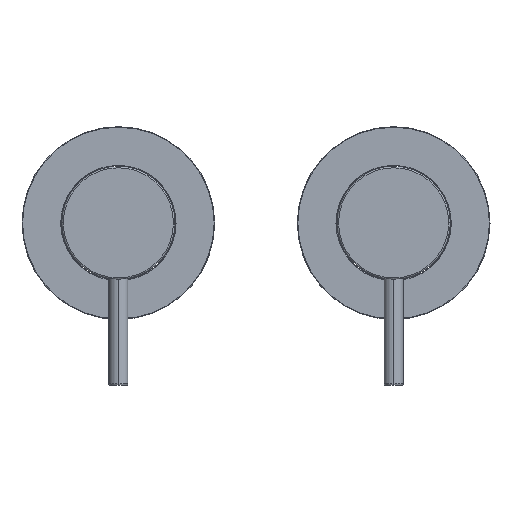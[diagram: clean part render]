
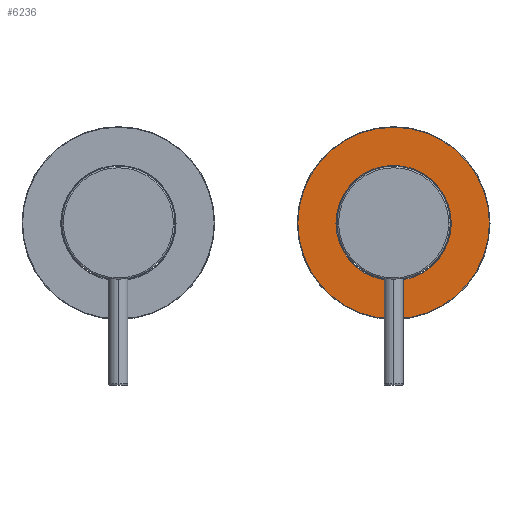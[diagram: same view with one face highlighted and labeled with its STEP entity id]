
A CAD part, top view. The second image highlights one B-rep face of the part: STEP entity #6236.
In plain terms, the highlighted face is planar.
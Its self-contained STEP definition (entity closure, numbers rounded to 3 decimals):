
#305 = ORIENTED_EDGE ( 'NONE', *, *, #10047, .T. ) ;
#919 = DIRECTION ( 'NONE',  ( 0., 0., -1. ) ) ;
#1041 = DIRECTION ( 'NONE',  ( 0., 0., 1. ) ) ;
#1802 = EDGE_CURVE ( 'NONE', #2040, #7195, #1980, .T. ) ;
#1980 = CIRCLE ( 'NONE', #7023, 20.95 ) ;
#2040 = VERTEX_POINT ( 'NONE', #4804 ) ;
#2299 = CARTESIAN_POINT ( 'NONE',  ( -34.8, 0., 0. ) ) ;
#2662 = CARTESIAN_POINT ( 'NONE',  ( 0., 0., 0. ) ) ;
#2881 = CARTESIAN_POINT ( 'NONE',  ( 0., 0., 0. ) ) ;
#2959 = EDGE_LOOP ( 'NONE', ( #8376, #305 ) ) ;
#3186 = CARTESIAN_POINT ( 'NONE',  ( 0., 0., 0. ) ) ;
#3590 = DIRECTION ( 'NONE',  ( 0., 0., -1. ) ) ;
#4056 = EDGE_LOOP ( 'NONE', ( #7002, #8859 ) ) ;
#4478 = DIRECTION ( 'NONE',  ( 0., 0., 1. ) ) ;
#4621 = CIRCLE ( 'NONE', #8741, 20.95 ) ;
#4804 = CARTESIAN_POINT ( 'NONE',  ( -20.95, 0., 0. ) ) ;
#4928 = AXIS2_PLACEMENT_3D ( 'NONE', #2881, #3590, #10039 ) ;
#5308 = EDGE_CURVE ( 'NONE', #7195, #2040, #4621, .T. ) ;
#5476 = PLANE ( 'NONE',  #11393 ) ;
#5779 = DIRECTION ( 'NONE',  ( 1., 0., 0. ) ) ;
#6236 = ADVANCED_FACE ( 'NONE', ( #11054, #6650 ), #5476, .F. ) ;
#6303 = DIRECTION ( 'NONE',  ( 1., 0., 0. ) ) ;
#6406 = CARTESIAN_POINT ( 'NONE',  ( 20.95, 0., 0. ) ) ;
#6650 = FACE_OUTER_BOUND ( 'NONE', #2959, .T. ) ;
#6821 = DIRECTION ( 'NONE',  ( 0., 0., 1. ) ) ;
#7002 = ORIENTED_EDGE ( 'NONE', *, *, #5308, .T. ) ;
#7023 = AXIS2_PLACEMENT_3D ( 'NONE', #3186, #6821, #8631 ) ;
#7051 = EDGE_CURVE ( 'NONE', #9337, #7727, #7186, .T. ) ;
#7186 = CIRCLE ( 'NONE', #8705, 34.8 ) ;
#7195 = VERTEX_POINT ( 'NONE', #6406 ) ;
#7727 = VERTEX_POINT ( 'NONE', #2299 ) ;
#7875 = CARTESIAN_POINT ( 'NONE',  ( 0., 0., 0. ) ) ;
#7975 = DIRECTION ( 'NONE',  ( 1., 0., 0. ) ) ;
#8376 = ORIENTED_EDGE ( 'NONE', *, *, #7051, .T. ) ;
#8631 = DIRECTION ( 'NONE',  ( 1., 0., 0. ) ) ;
#8705 = AXIS2_PLACEMENT_3D ( 'NONE', #7875, #919, #7975 ) ;
#8741 = AXIS2_PLACEMENT_3D ( 'NONE', #2662, #4478, #6303 ) ;
#8859 = ORIENTED_EDGE ( 'NONE', *, *, #1802, .T. ) ;
#9030 = CIRCLE ( 'NONE', #4928, 34.8 ) ;
#9046 = CARTESIAN_POINT ( 'NONE',  ( 0., 0., 0. ) ) ;
#9337 = VERTEX_POINT ( 'NONE', #11269 ) ;
#10039 = DIRECTION ( 'NONE',  ( 1., 0., 0. ) ) ;
#10047 = EDGE_CURVE ( 'NONE', #7727, #9337, #9030, .T. ) ;
#11054 = FACE_BOUND ( 'NONE', #4056, .T. ) ;
#11269 = CARTESIAN_POINT ( 'NONE',  ( 34.8, 0., 0. ) ) ;
#11393 = AXIS2_PLACEMENT_3D ( 'NONE', #9046, #1041, #5779 ) ;
